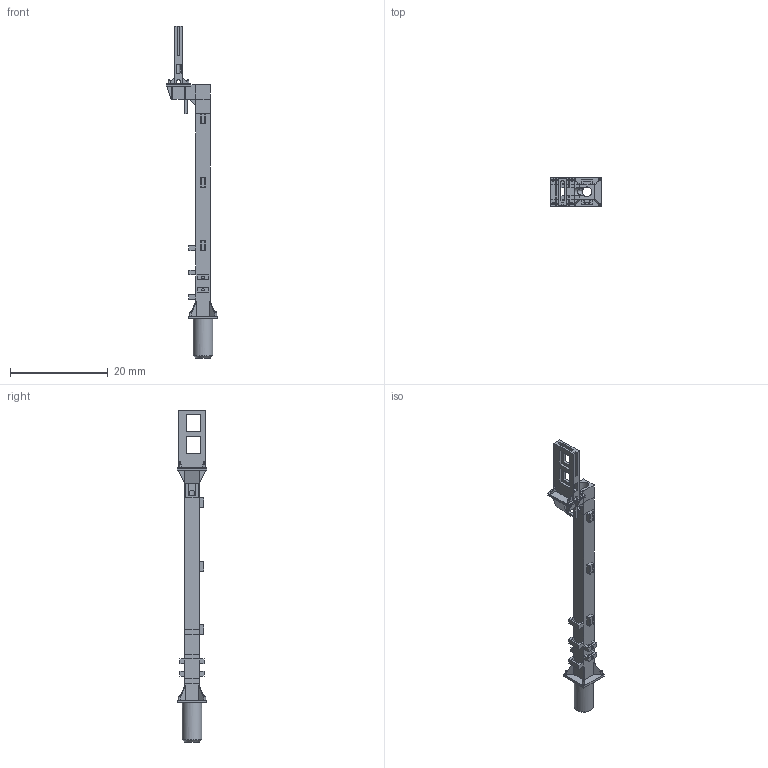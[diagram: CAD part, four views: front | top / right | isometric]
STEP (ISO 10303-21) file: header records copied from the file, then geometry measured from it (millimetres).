
FILE_DESCRIPTION(('FreeCAD Model'),'2;1');
FILE_NAME('Open CASCADE Shape Model','2024-01-26T19:18:02',('FreeCAD'),( 'FreeCAD'),'Open CASCADE STEP processor 7.5','FreeCAD','Unknown');
FILE_SCHEMA(('AUTOMOTIVE_DESIGN { 1 0 10303 214 1 1 1 1 }'));
Length unit declared in the file: millimetre
Products named in the file (1): Open CASCADE STEP translator 7.5 1
Bounding box: 10.5 x 6 x 68 mm (x, y, z)
Volume: 400 mm3; surface area: 1758.2 mm2
Topology: 3 solids, 3 shells, 341 faces, 967 edges, 611 vertices
Faces by surface type: plane 297, cylinder 34, sphere 8, cone 1, bspline 1
Full cylindrical faces by diameter (mm): 0.4 x8, 0.45 x8, 0.5 x4, 0.75 x3, 1.2 x1, 2 x1, 2.5 x1, 4 x1
Entity records: 24672 total; most frequent: CARTESIAN_POINT 5302, DIRECTION 3616, LINE 2603, VECTOR 2603, ORIENTED_EDGE 1914, PCURVE 1914, DEFINITIONAL_REPRESENTATION 1914, EDGE_CURVE 957
